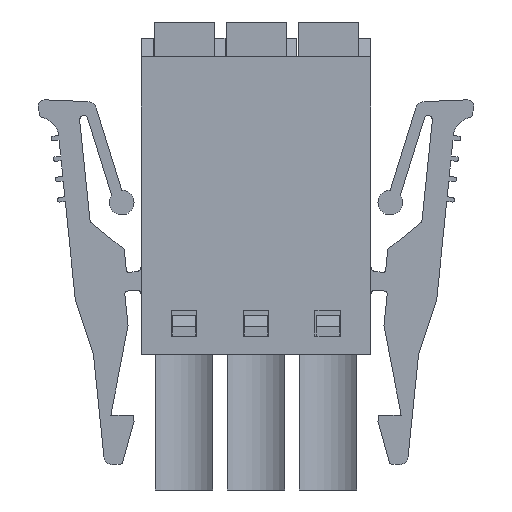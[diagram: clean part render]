
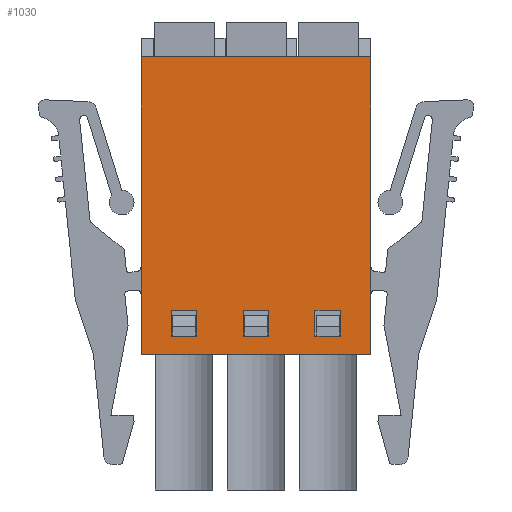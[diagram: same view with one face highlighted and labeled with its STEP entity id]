
A CAD part, front view. The second image highlights one B-rep face of the part: STEP entity #1030.
In plain terms, the highlighted planar face has unit normal (0, -1, 0).
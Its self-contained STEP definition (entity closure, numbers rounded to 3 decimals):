
#1030 = ADVANCED_FACE( '', ( #2528, #2529, #2530, #2531 ), #2532, .F. );
#2528 = FACE_BOUND( '', #4571, .T. );
#2529 = FACE_BOUND( '', #4572, .T. );
#2530 = FACE_BOUND( '', #4573, .T. );
#2531 = FACE_OUTER_BOUND( '', #4574, .T. );
#2532 = PLANE( '', #4575 );
#4571 = EDGE_LOOP( '', ( #7229, #7230, #7231, #7232 ) );
#4572 = EDGE_LOOP( '', ( #7233, #7234, #7235, #7236 ) );
#4573 = EDGE_LOOP( '', ( #7237, #7238, #7239, #7240 ) );
#4574 = EDGE_LOOP( '', ( #7241, #7242, #7243, #7244 ) );
#4575 = AXIS2_PLACEMENT_3D( '', #7245, #7246, #7247 );
#7229 = ORIENTED_EDGE( '', *, *, #13392, .F. );
#7230 = ORIENTED_EDGE( '', *, *, #13393, .F. );
#7231 = ORIENTED_EDGE( '', *, *, #13394, .F. );
#7232 = ORIENTED_EDGE( '', *, *, #13395, .F. );
#7233 = ORIENTED_EDGE( '', *, *, #13396, .F. );
#7234 = ORIENTED_EDGE( '', *, *, #13397, .F. );
#7235 = ORIENTED_EDGE( '', *, *, #13246, .F. );
#7236 = ORIENTED_EDGE( '', *, *, #13398, .F. );
#7237 = ORIENTED_EDGE( '', *, *, #13399, .F. );
#7238 = ORIENTED_EDGE( '', *, *, #13400, .F. );
#7239 = ORIENTED_EDGE( '', *, *, #13401, .F. );
#7240 = ORIENTED_EDGE( '', *, *, #13402, .F. );
#7241 = ORIENTED_EDGE( '', *, *, #13169, .T. );
#7242 = ORIENTED_EDGE( '', *, *, #13403, .F. );
#7243 = ORIENTED_EDGE( '', *, *, #13404, .F. );
#7244 = ORIENTED_EDGE( '', *, *, #13405, .T. );
#7245 = CARTESIAN_POINT( '', ( 5.6, -3.9, 7.25 ) );
#7246 = DIRECTION( '', ( 0., 1., 0. ) );
#7247 = DIRECTION( '', ( 0., 0., 1. ) );
#13169 = EDGE_CURVE( '', #16047, #16048, #16049, .T. );
#13246 = EDGE_CURVE( '', #16177, #16178, #16179, .T. );
#13392 = EDGE_CURVE( '', #16424, #16425, #16426, .T. );
#13393 = EDGE_CURVE( '', #16427, #16424, #16428, .T. );
#13394 = EDGE_CURVE( '', #16429, #16427, #16430, .T. );
#13395 = EDGE_CURVE( '', #16425, #16429, #16431, .T. );
#13396 = EDGE_CURVE( '', #16432, #16433, #16434, .T. );
#13397 = EDGE_CURVE( '', #16178, #16432, #16435, .T. );
#13398 = EDGE_CURVE( '', #16433, #16177, #16436, .T. );
#13399 = EDGE_CURVE( '', #16437, #16438, #16439, .T. );
#13400 = EDGE_CURVE( '', #16440, #16437, #16441, .T. );
#13401 = EDGE_CURVE( '', #16442, #16440, #16443, .T. );
#13402 = EDGE_CURVE( '', #16438, #16442, #16444, .T. );
#13403 = EDGE_CURVE( '', #16445, #16048, #16446, .T. );
#13404 = EDGE_CURVE( '', #16447, #16445, #16448, .T. );
#13405 = EDGE_CURVE( '', #16447, #16047, #16449, .T. );
#16047 = VERTEX_POINT( '', #20204 );
#16048 = VERTEX_POINT( '', #20205 );
#16049 = LINE( '', #20206, #20207 );
#16177 = VERTEX_POINT( '', #20405 );
#16178 = VERTEX_POINT( '', #20406 );
#16179 = LINE( '', #20407, #20408 );
#16424 = VERTEX_POINT( '', #20754 );
#16425 = VERTEX_POINT( '', #20755 );
#16426 = LINE( '', #20756, #20757 );
#16427 = VERTEX_POINT( '', #20758 );
#16428 = LINE( '', #20759, #20760 );
#16429 = VERTEX_POINT( '', #20761 );
#16430 = LINE( '', #20762, #20763 );
#16431 = LINE( '', #20764, #20765 );
#16432 = VERTEX_POINT( '', #20766 );
#16433 = VERTEX_POINT( '', #20767 );
#16434 = LINE( '', #20768, #20769 );
#16435 = LINE( '', #20770, #20771 );
#16436 = LINE( '', #20772, #20773 );
#16437 = VERTEX_POINT( '', #20774 );
#16438 = VERTEX_POINT( '', #20775 );
#16439 = LINE( '', #20776, #20777 );
#16440 = VERTEX_POINT( '', #20778 );
#16441 = LINE( '', #20779, #20780 );
#16442 = VERTEX_POINT( '', #20781 );
#16443 = LINE( '', #20782, #20783 );
#16444 = LINE( '', #20784, #20785 );
#16445 = VERTEX_POINT( '', #20786 );
#16446 = LINE( '', #20787, #20788 );
#16447 = VERTEX_POINT( '', #20789 );
#16448 = LINE( '', #20790, #20791 );
#16449 = LINE( '', #20792, #20793 );
#20204 = CARTESIAN_POINT( '', ( -5.6, -3.9, 7.25 ) );
#20205 = CARTESIAN_POINT( '', ( -5.6, -3.9, -7.25 ) );
#20206 = CARTESIAN_POINT( '', ( -5.6, -3.9, 7.25 ) );
#20207 = VECTOR( '', #25332, 1000. );
#20405 = CARTESIAN_POINT( '', ( 0.62, -3.9, -5.1 ) );
#20406 = CARTESIAN_POINT( '', ( -0.63, -3.9, -5.1 ) );
#20407 = CARTESIAN_POINT( '', ( 0.62, -3.9, -5.1 ) );
#20408 = VECTOR( '', #25407, 1000. );
#20754 = CARTESIAN_POINT( '', ( -4.13, -3.9, -6.35 ) );
#20755 = CARTESIAN_POINT( '', ( -2.88, -3.9, -6.35 ) );
#20756 = CARTESIAN_POINT( '', ( -4.13, -3.9, -6.35 ) );
#20757 = VECTOR( '', #25581, 1000. );
#20758 = CARTESIAN_POINT( '', ( -4.13, -3.9, -5.1 ) );
#20759 = CARTESIAN_POINT( '', ( -4.13, -3.9, -5.1 ) );
#20760 = VECTOR( '', #25582, 1000. );
#20761 = CARTESIAN_POINT( '', ( -2.88, -3.9, -5.1 ) );
#20762 = CARTESIAN_POINT( '', ( -2.88, -3.9, -5.1 ) );
#20763 = VECTOR( '', #25583, 1000. );
#20764 = CARTESIAN_POINT( '', ( -2.88, -3.9, -6.35 ) );
#20765 = VECTOR( '', #25584, 1000. );
#20766 = CARTESIAN_POINT( '', ( -0.63, -3.9, -6.35 ) );
#20767 = CARTESIAN_POINT( '', ( 0.62, -3.9, -6.35 ) );
#20768 = CARTESIAN_POINT( '', ( -0.63, -3.9, -6.35 ) );
#20769 = VECTOR( '', #25585, 1000. );
#20770 = CARTESIAN_POINT( '', ( -0.63, -3.9, -5.1 ) );
#20771 = VECTOR( '', #25586, 1000. );
#20772 = CARTESIAN_POINT( '', ( 0.62, -3.9, -6.35 ) );
#20773 = VECTOR( '', #25587, 1000. );
#20774 = CARTESIAN_POINT( '', ( 2.87, -3.9, -6.35 ) );
#20775 = CARTESIAN_POINT( '', ( 4.12, -3.9, -6.35 ) );
#20776 = CARTESIAN_POINT( '', ( 2.87, -3.9, -6.35 ) );
#20777 = VECTOR( '', #25588, 1000. );
#20778 = CARTESIAN_POINT( '', ( 2.87, -3.9, -5.1 ) );
#20779 = CARTESIAN_POINT( '', ( 2.87, -3.9, -5.1 ) );
#20780 = VECTOR( '', #25589, 1000. );
#20781 = CARTESIAN_POINT( '', ( 4.12, -3.9, -5.1 ) );
#20782 = CARTESIAN_POINT( '', ( 4.12, -3.9, -5.1 ) );
#20783 = VECTOR( '', #25590, 1000. );
#20784 = CARTESIAN_POINT( '', ( 4.12, -3.9, -6.35 ) );
#20785 = VECTOR( '', #25591, 1000. );
#20786 = CARTESIAN_POINT( '', ( 5.6, -3.9, -7.25 ) );
#20787 = CARTESIAN_POINT( '', ( 5.6, -3.9, -7.25 ) );
#20788 = VECTOR( '', #25592, 1000. );
#20789 = CARTESIAN_POINT( '', ( 5.6, -3.9, 7.25 ) );
#20790 = CARTESIAN_POINT( '', ( 5.6, -3.9, 7.25 ) );
#20791 = VECTOR( '', #25593, 1000. );
#20792 = CARTESIAN_POINT( '', ( 5.6, -3.9, 7.25 ) );
#20793 = VECTOR( '', #25594, 1000. );
#25332 = DIRECTION( '', ( 0., 0., -1. ) );
#25407 = DIRECTION( '', ( -1., 0., 0. ) );
#25581 = DIRECTION( '', ( 1., 0., 0. ) );
#25582 = DIRECTION( '', ( 0., 0., -1. ) );
#25583 = DIRECTION( '', ( -1., 0., 0. ) );
#25584 = DIRECTION( '', ( 0., 0., 1. ) );
#25585 = DIRECTION( '', ( 1., 0., 0. ) );
#25586 = DIRECTION( '', ( 0., 0., -1. ) );
#25587 = DIRECTION( '', ( 0., 0., 1. ) );
#25588 = DIRECTION( '', ( 1., 0., 0. ) );
#25589 = DIRECTION( '', ( 0., 0., -1. ) );
#25590 = DIRECTION( '', ( -1., 0., 0. ) );
#25591 = DIRECTION( '', ( 0., 0., 1. ) );
#25592 = DIRECTION( '', ( -1., 0., 0. ) );
#25593 = DIRECTION( '', ( 0., 0., -1. ) );
#25594 = DIRECTION( '', ( -1., 0., 0. ) );
